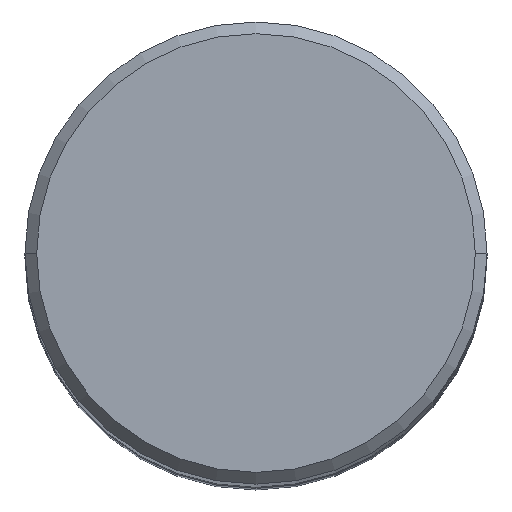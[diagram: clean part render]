
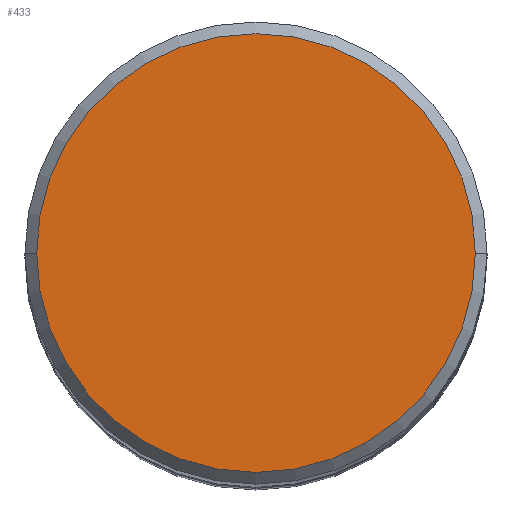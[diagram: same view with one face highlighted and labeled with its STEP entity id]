
A CAD part, top view. The second image highlights one B-rep face of the part: STEP entity #433.
In plain terms, the highlighted planar face has unit normal (0, 0, 1).
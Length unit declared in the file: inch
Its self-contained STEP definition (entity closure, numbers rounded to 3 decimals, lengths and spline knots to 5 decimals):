
#1 = CARTESIAN_POINT ( 'NONE',  ( 0.3737, 0., 0. ) ) ;
#11 = AXIS2_PLACEMENT_3D ( 'NONE', #486, #65, #156 ) ;
#65 = DIRECTION ( 'NONE',  ( 0., 0., -1. ) ) ;
#79 = CARTESIAN_POINT ( 'NONE',  ( 0., 0., 0. ) ) ;
#81 = DIRECTION ( 'NONE',  ( 0., 0., 1. ) ) ;
#98 = EDGE_CURVE ( 'NONE', #319, #246, #179, .T. ) ;
#114 = CARTESIAN_POINT ( 'NONE',  ( 0., 0., 0. ) ) ;
#128 = CARTESIAN_POINT ( 'NONE',  ( -0.3737, 0., 0. ) ) ;
#133 = EDGE_LOOP ( 'NONE', ( #263, #352 ) ) ;
#144 = EDGE_CURVE ( 'NONE', #246, #319, #417, .T. ) ;
#156 = DIRECTION ( 'NONE',  ( -1., 0., 0. ) ) ;
#179 = CIRCLE ( 'NONE', #189, 0.3737 ) ;
#189 = AXIS2_PLACEMENT_3D ( 'NONE', #114, #276, #229 ) ;
#229 = DIRECTION ( 'NONE',  ( 1., 0., 0. ) ) ;
#246 = VERTEX_POINT ( 'NONE', #128 ) ;
#263 = ORIENTED_EDGE ( 'NONE', *, *, #144, .T. ) ;
#276 = DIRECTION ( 'NONE',  ( 0., 0., 1. ) ) ;
#303 = FACE_OUTER_BOUND ( 'NONE', #133, .T. ) ;
#319 = VERTEX_POINT ( 'NONE', #1 ) ;
#352 = ORIENTED_EDGE ( 'NONE', *, *, #98, .T. ) ;
#360 = PLANE ( 'NONE',  #11 ) ;
#362 = AXIS2_PLACEMENT_3D ( 'NONE', #79, #81, #410 ) ;
#410 = DIRECTION ( 'NONE',  ( 1., 0., 0. ) ) ;
#417 = CIRCLE ( 'NONE', #362, 0.3737 ) ;
#433 = ADVANCED_FACE ( 'NONE', ( #303 ), #360, .F. ) ;
#486 = CARTESIAN_POINT ( 'NONE',  ( 0., 0.3737, 0. ) ) ;
